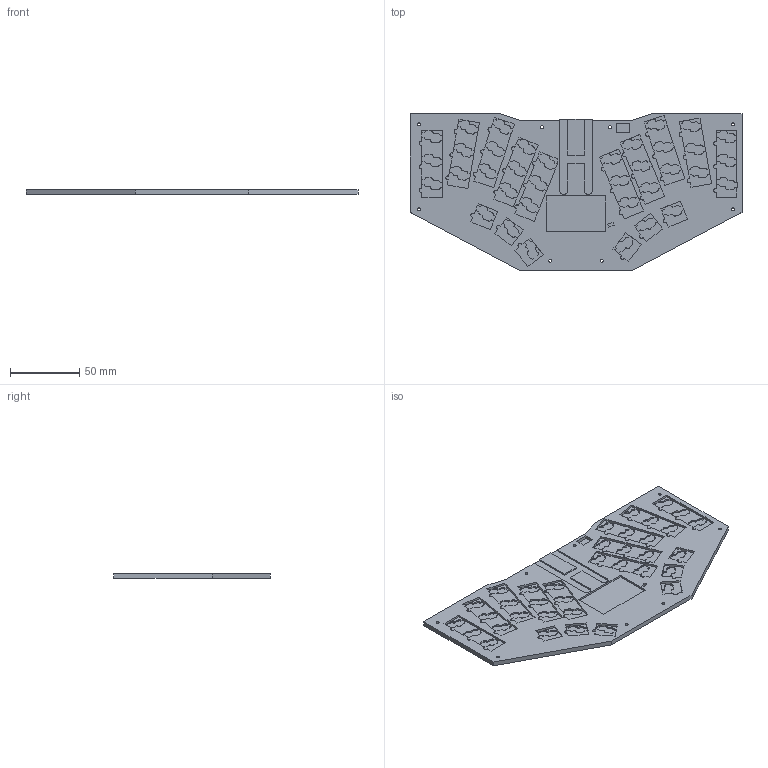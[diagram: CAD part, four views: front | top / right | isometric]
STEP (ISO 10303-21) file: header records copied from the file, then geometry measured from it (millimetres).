
FILE_DESCRIPTION(/* description */ ('FreeCAD Model'),/* implementation_level */ '2;1');
FILE_NAME(/* name */ 'bottom-hesse.step',/* time_stamp */ '2025-10-07T13:36:54+09:00',/* author */ (''),/* organization */ (''),/* preprocessor_version */ 'ST-DEVELOPER v20.1',/* originating_system */ 'Autodesk Translation Framework v14.17.0.0',/* authorisation */ '');
FILE_SCHEMA (('AUTOMOTIVE_DESIGN { 1 0 10303 214 3 1 1 }'));
Length unit declared in the file: millimetre
Products named in the file (1): Pocket006
Bounding box: 240.39 x 113.47 x 3.4 mm (x, y, z)
Volume: 60778.1 mm3; surface area: 54239.8 mm2
Topology: 1 solids, 1 shells, 1598 faces, 4547 edges, 2988 vertices
Faces by surface type: plane 916, cylinder 448, bspline 226, cone 8
Full cylindrical faces by diameter (mm): 2.1 x8, 9 x6
Entity records: 52102 total; most frequent: CARTESIAN_POINT 11177, ORIENTED_EDGE 9094, DIRECTION 7742, EDGE_CURVE 4547, LINE 3188, VECTOR 3188, VERTEX_POINT 2988, AXIS2_PLACEMENT_3D 2277
